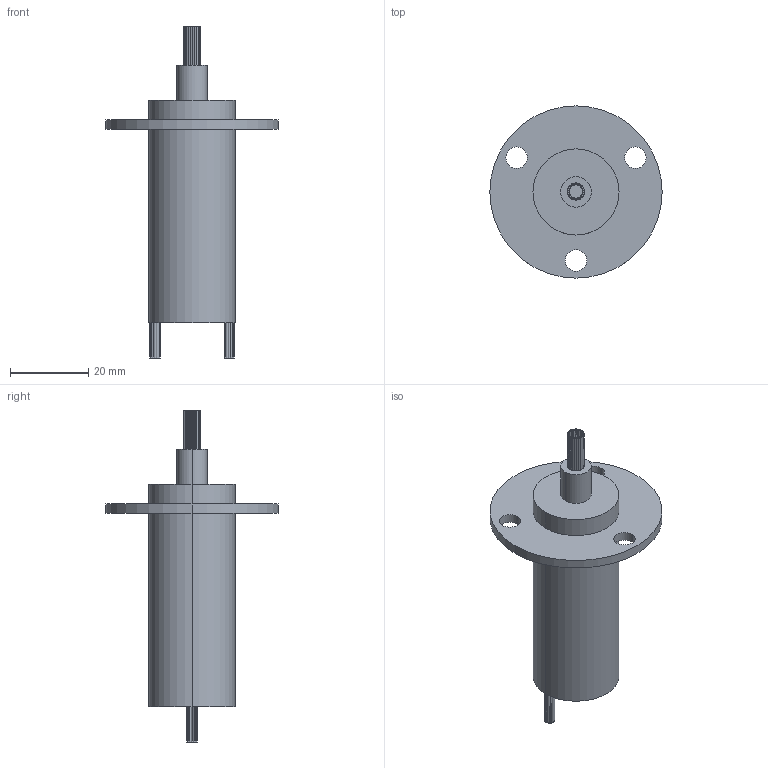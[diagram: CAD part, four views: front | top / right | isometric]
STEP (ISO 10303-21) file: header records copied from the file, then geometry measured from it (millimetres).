
FILE_DESCRIPTION (( 'STEP AP203' ), '1' );
FILE_NAME ('322M1-3600 Rev 1.STEP', '2014-02-10T15:44:52', ( '' ), ( '' ), 'SwSTEP 2.0', 'SolidWorks 2014', '' );
FILE_SCHEMA (( 'CONFIG_CONTROL_DESIGN' ));
Length unit declared in the file: millimetre
Products named in the file (1): 322M1-3600 Rev 1
Bounding box: 44 x 44 x 84.8 mm (x, y, z)
Volume: 24677 mm3; surface area: 8051.4 mm2
Topology: 1 solids, 1 shells, 163 faces, 330 edges, 220 vertices
Faces by surface type: cylinder 110, plane 53
Entity records: 4473 total; most frequent: DIRECTION 878, CARTESIAN_POINT 714, ORIENTED_EDGE 660, AXIS2_PLACEMENT_3D 384, EDGE_CURVE 330, CIRCLE 220, VERTEX_POINT 220, EDGE_LOOP 220
